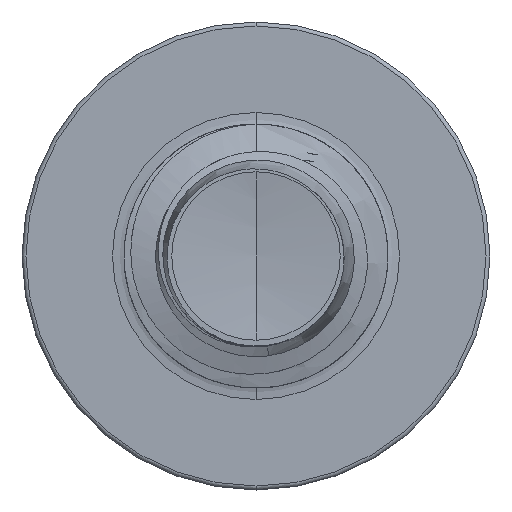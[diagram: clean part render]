
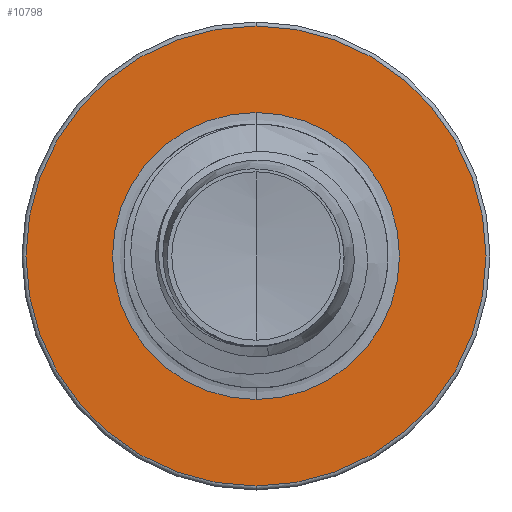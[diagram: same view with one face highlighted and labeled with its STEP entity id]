
A CAD part, front view. The second image highlights one B-rep face of the part: STEP entity #10798.
In plain terms, the highlighted planar face has unit normal (0, -1, 0).
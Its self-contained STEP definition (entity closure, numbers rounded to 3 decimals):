
#211 = AXIS2_PLACEMENT_3D ( 'NONE', #28182, #13233, #30686 ) ;
#358 = VERTEX_POINT ( 'NONE', #14287 ) ;
#1374 = VERTEX_POINT ( 'NONE', #18535 ) ;
#2175 = CARTESIAN_POINT ( 'NONE',  ( 0., 8.5, 0. ) ) ;
#2445 = FACE_BOUND ( 'NONE', #7578, .T. ) ;
#3314 = EDGE_CURVE ( 'NONE', #1374, #32429, #25268, .T. ) ;
#3321 = AXIS2_PLACEMENT_3D ( 'NONE', #9544, #9651, #27328 ) ;
#3521 = DIRECTION ( 'NONE',  ( 0., 1., 0. ) ) ;
#4027 = VERTEX_POINT ( 'NONE', #11355 ) ;
#4059 = DIRECTION ( 'NONE',  ( 0., 1., 0. ) ) ;
#4606 = AXIS2_PLACEMENT_3D ( 'NONE', #2175, #20243, #4822 ) ;
#4822 = DIRECTION ( 'NONE',  ( 0., 0., 1. ) ) ;
#6297 = AXIS2_PLACEMENT_3D ( 'NONE', #19521, #4059, #21965 ) ;
#6689 = AXIS2_PLACEMENT_3D ( 'NONE', #19011, #3521, #21461 ) ;
#7578 = EDGE_LOOP ( 'NONE', ( #14486, #28537 ) ) ;
#8060 = EDGE_LOOP ( 'NONE', ( #24156, #25067 ) ) ;
#8795 = EDGE_CURVE ( 'NONE', #32429, #1374, #11486, .T. ) ;
#9544 = CARTESIAN_POINT ( 'NONE',  ( 0., 8.5, -1.196 ) ) ;
#9651 = DIRECTION ( 'NONE',  ( 0., 1., 0. ) ) ;
#10798 = ADVANCED_FACE ( 'NONE', ( #25207, #2445 ), #24812, .F. ) ;
#11355 = CARTESIAN_POINT ( 'NONE',  ( 0., 8.5, 1.917 ) ) ;
#11486 = CIRCLE ( 'NONE', #4606, 1.196 ) ;
#13233 = DIRECTION ( 'NONE',  ( 0., 1., 0. ) ) ;
#14287 = CARTESIAN_POINT ( 'NONE',  ( 0., 8.5, -1.917 ) ) ;
#14486 = ORIENTED_EDGE ( 'NONE', *, *, #8795, .T. ) ;
#18535 = CARTESIAN_POINT ( 'NONE',  ( 0., 8.5, -1.196 ) ) ;
#19011 = CARTESIAN_POINT ( 'NONE',  ( 0., 8.5, 0. ) ) ;
#19521 = CARTESIAN_POINT ( 'NONE',  ( 0., 8.5, 0. ) ) ;
#20243 = DIRECTION ( 'NONE',  ( 0., 1., 0. ) ) ;
#21461 = DIRECTION ( 'NONE',  ( 0., 0., 1. ) ) ;
#21965 = DIRECTION ( 'NONE',  ( 0., 0., 1. ) ) ;
#24156 = ORIENTED_EDGE ( 'NONE', *, *, #32242, .F. ) ;
#24812 = PLANE ( 'NONE',  #3321 ) ;
#25067 = ORIENTED_EDGE ( 'NONE', *, *, #25346, .F. ) ;
#25207 = FACE_OUTER_BOUND ( 'NONE', #8060, .T. ) ;
#25268 = CIRCLE ( 'NONE', #211, 1.196 ) ;
#25346 = EDGE_CURVE ( 'NONE', #358, #4027, #29817, .T. ) ;
#26377 = CARTESIAN_POINT ( 'NONE',  ( 0., 8.5, 1.196 ) ) ;
#26627 = CIRCLE ( 'NONE', #6297, 1.917 ) ;
#27328 = DIRECTION ( 'NONE',  ( 0., 0., 1. ) ) ;
#28182 = CARTESIAN_POINT ( 'NONE',  ( 0., 8.5, 0. ) ) ;
#28537 = ORIENTED_EDGE ( 'NONE', *, *, #3314, .T. ) ;
#29817 = CIRCLE ( 'NONE', #6689, 1.917 ) ;
#30686 = DIRECTION ( 'NONE',  ( 0., 0., 1. ) ) ;
#32242 = EDGE_CURVE ( 'NONE', #4027, #358, #26627, .T. ) ;
#32429 = VERTEX_POINT ( 'NONE', #26377 ) ;
